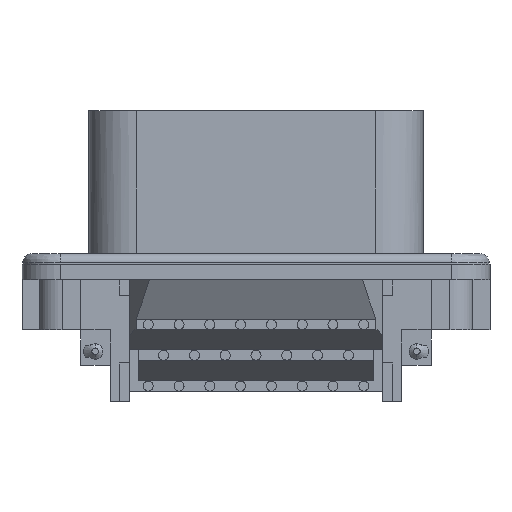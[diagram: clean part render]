
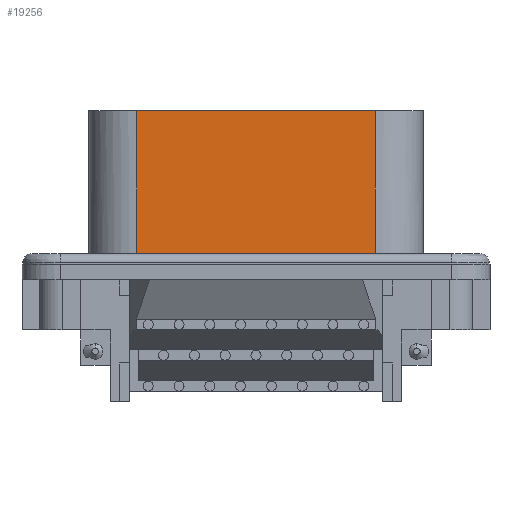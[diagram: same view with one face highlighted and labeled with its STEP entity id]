
A CAD part, front view. The second image highlights one B-rep face of the part: STEP entity #19256.
In plain terms, the highlighted planar face has unit normal (0, -1, 0).
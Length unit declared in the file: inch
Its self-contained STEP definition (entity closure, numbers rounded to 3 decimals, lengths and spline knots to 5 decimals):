
#1149 = DIRECTION ( 'NONE',  ( 0., 0., -1. ) ) ;
#2948 = LINE ( 'NONE', #9997, #29748 ) ;
#3285 = DIRECTION ( 'NONE',  ( 1., 0., 0. ) ) ;
#3489 = PLANE ( 'NONE',  #5681 ) ;
#3871 = CARTESIAN_POINT ( 'NONE',  ( -0.61024, -0.46457, -0.7874 ) ) ;
#5584 = EDGE_LOOP ( 'NONE', ( #14245, #25787, #8633, #31436 ) ) ;
#5681 = AXIS2_PLACEMENT_3D ( 'NONE', #26047, #10823, #1149 ) ;
#6364 = VECTOR ( 'NONE', #20637, 39.37008 ) ;
#7147 = VERTEX_POINT ( 'NONE', #3871 ) ;
#8633 = ORIENTED_EDGE ( 'NONE', *, *, #30096, .T. ) ;
#8718 = CARTESIAN_POINT ( 'NONE',  ( 0.61024, -0.46457, 0. ) ) ;
#9863 = EDGE_CURVE ( 'NONE', #14969, #7147, #20970, .T. ) ;
#9997 = CARTESIAN_POINT ( 'NONE',  ( 0., -0.46457, -0.7874 ) ) ;
#10823 = DIRECTION ( 'NONE',  ( 0., -1., 0. ) ) ;
#11611 = VERTEX_POINT ( 'NONE', #12353 ) ;
#12353 = CARTESIAN_POINT ( 'NONE',  ( 0.61024, -0.46457, -0.7874 ) ) ;
#14245 = ORIENTED_EDGE ( 'NONE', *, *, #9863, .T. ) ;
#14923 = VECTOR ( 'NONE', #20506, 39.37008 ) ;
#14969 = VERTEX_POINT ( 'NONE', #17462 ) ;
#15852 = VECTOR ( 'NONE', #15989, 39.37008 ) ;
#15989 = DIRECTION ( 'NONE',  ( -1., 0., 0. ) ) ;
#16112 = VERTEX_POINT ( 'NONE', #16186 ) ;
#16129 = FACE_OUTER_BOUND ( 'NONE', #5584, .T. ) ;
#16186 = CARTESIAN_POINT ( 'NONE',  ( 0.61024, -0.46457, 0. ) ) ;
#17462 = CARTESIAN_POINT ( 'NONE',  ( -0.61024, -0.46457, 0. ) ) ;
#19256 = ADVANCED_FACE ( 'NONE', ( #16129 ), #3489, .T. ) ;
#19471 = EDGE_CURVE ( 'NONE', #7147, #11611, #2948, .T. ) ;
#20506 = DIRECTION ( 'NONE',  ( 0., 0., 1. ) ) ;
#20637 = DIRECTION ( 'NONE',  ( 0., 0., -1. ) ) ;
#20970 = LINE ( 'NONE', #30812, #6364 ) ;
#21047 = LINE ( 'NONE', #8718, #15852 ) ;
#25787 = ORIENTED_EDGE ( 'NONE', *, *, #19471, .T. ) ;
#26047 = CARTESIAN_POINT ( 'NONE',  ( 0.61024, -0.46457, 0. ) ) ;
#28706 = EDGE_CURVE ( 'NONE', #16112, #14969, #21047, .T. ) ;
#29748 = VECTOR ( 'NONE', #3285, 39.37008 ) ;
#30096 = EDGE_CURVE ( 'NONE', #11611, #16112, #32690, .T. ) ;
#30812 = CARTESIAN_POINT ( 'NONE',  ( -0.61024, -0.46457, 0. ) ) ;
#31436 = ORIENTED_EDGE ( 'NONE', *, *, #28706, .T. ) ;
#32690 = LINE ( 'NONE', #32864, #14923 ) ;
#32864 = CARTESIAN_POINT ( 'NONE',  ( 0.61024, -0.46457, 0. ) ) ;
